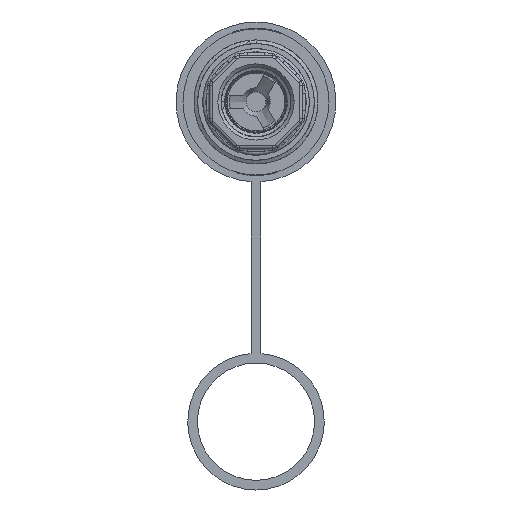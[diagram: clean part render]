
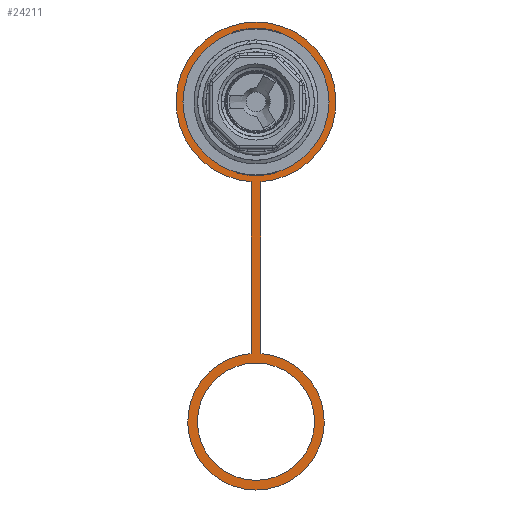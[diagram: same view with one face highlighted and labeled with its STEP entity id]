
A CAD part, left-side view. The second image highlights one B-rep face of the part: STEP entity #24211.
In plain terms, the highlighted face is planar.
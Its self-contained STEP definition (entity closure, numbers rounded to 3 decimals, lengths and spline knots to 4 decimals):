
#1224=PLANE('',#25922);
#1393=FACE_BOUND('',#5306,.T.);
#1394=FACE_BOUND('',#5307,.T.);
#3823=FACE_OUTER_BOUND('',#5305,.T.);
#5305=EDGE_LOOP('',(#21964,#21965,#21966,#21967));
#5306=EDGE_LOOP('',(#21968));
#5307=EDGE_LOOP('',(#21969));
#6013=CIRCLE('',#25910,1.285);
#6015=CIRCLE('',#25913,1.1);
#6017=CIRCLE('',#25917,1.5);
#6019=CIRCLE('',#25921,1.2815);
#7872=LINE('',#52948,#9658);
#7876=LINE('',#52960,#9662);
#9658=VECTOR('',#30433,0.3937);
#9662=VECTOR('',#30445,0.3937);
#11863=VERTEX_POINT('',#52932);
#11865=VERTEX_POINT('',#52938);
#11868=VERTEX_POINT('',#52945);
#11869=VERTEX_POINT('',#52947);
#11871=VERTEX_POINT('',#52953);
#11873=VERTEX_POINT('',#52959);
#15258=EDGE_CURVE('',#11863,#11863,#6013,.T.);
#15261=EDGE_CURVE('',#11865,#11865,#6015,.T.);
#15264=EDGE_CURVE('',#11869,#11868,#7872,.T.);
#15267=EDGE_CURVE('',#11871,#11869,#6017,.T.);
#15270=EDGE_CURVE('',#11873,#11871,#7876,.T.);
#15273=EDGE_CURVE('',#11868,#11873,#6019,.T.);
#21964=ORIENTED_EDGE('',*,*,#15273,.T.);
#21965=ORIENTED_EDGE('',*,*,#15270,.T.);
#21966=ORIENTED_EDGE('',*,*,#15267,.T.);
#21967=ORIENTED_EDGE('',*,*,#15264,.T.);
#21968=ORIENTED_EDGE('',*,*,#15258,.T.);
#21969=ORIENTED_EDGE('',*,*,#15261,.T.);
#24211=ADVANCED_FACE('',(#3823,#1393,#1394),#1224,.T.);
#25910=AXIS2_PLACEMENT_3D('',#52934,#30420,#30421);
#25913=AXIS2_PLACEMENT_3D('',#52940,#30427,#30428);
#25917=AXIS2_PLACEMENT_3D('',#52954,#30439,#30440);
#25921=AXIS2_PLACEMENT_3D('',#52964,#30451,#30452);
#25922=AXIS2_PLACEMENT_3D('',#52965,#30453,#30454);
#30420=DIRECTION('center_axis',(-1.,0.,0.));
#30421=DIRECTION('ref_axis',(0.,-1.,0.));
#30427=DIRECTION('center_axis',(-1.,0.,0.));
#30428=DIRECTION('ref_axis',(0.,-1.,0.));
#30433=DIRECTION('',(0.,0.,1.));
#30439=DIRECTION('center_axis',(1.,0.,0.));
#30440=DIRECTION('ref_axis',(0.,-0.063,0.998));
#30445=DIRECTION('',(0.,0.,-1.));
#30451=DIRECTION('center_axis',(1.,0.,0.));
#30452=DIRECTION('ref_axis',(0.,0.073,-0.997));
#30453=DIRECTION('center_axis',(1.,0.,0.));
#30454=DIRECTION('ref_axis',(0.,0.,-1.));
#52932=CARTESIAN_POINT('',(0.03,1.285,0.));
#52934=CARTESIAN_POINT('Origin',(0.03,0.,0.));
#52938=CARTESIAN_POINT('',(0.03,1.1,6.));
#52940=CARTESIAN_POINT('Origin',(0.03,0.,6.));
#52945=CARTESIAN_POINT('',(0.03,0.0937,4.7219));
#52947=CARTESIAN_POINT('',(0.03,0.0938,1.4971));
#52948=CARTESIAN_POINT('',(0.03,0.0938,1.4971));
#52953=CARTESIAN_POINT('',(0.03,-0.0938,1.4971));
#52954=CARTESIAN_POINT('Origin',(0.03,0.,0.));
#52959=CARTESIAN_POINT('',(0.03,-0.0937,4.7219));
#52960=CARTESIAN_POINT('',(0.03,-0.0937,4.7219));
#52964=CARTESIAN_POINT('Origin',(0.03,0.,6.));
#52965=CARTESIAN_POINT('Origin',(0.03,0.,2.8748));
